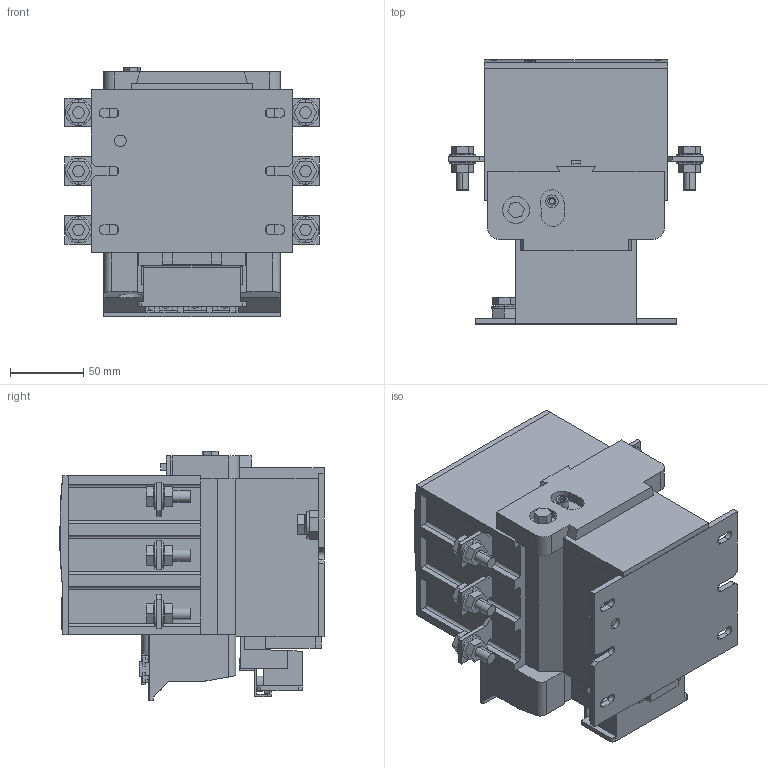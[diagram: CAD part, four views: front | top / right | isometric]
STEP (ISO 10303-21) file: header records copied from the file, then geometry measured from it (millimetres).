
FILE_DESCRIPTION (( 'STEP AP214' ), '1' );
FILE_NAME ('KKT50-185-400-10 Êîíòàêòîð ÊÒÈ-5185 185À 400Â_ÀÑ3 ÈÝÊ.STEP', '2017-12-19T07:11:55', ( '' ), ( '' ), 'SwSTEP 2.0', 'SolidWorks 2014', '' );
FILE_SCHEMA (( 'AUTOMOTIVE_DESIGN' ));
Length unit declared in the file: millimetre
Products named in the file (1): KKT50-185-400-10 Êîíòàêòîð ÊÒÈ-5185  185À  400Â_ÀÑ3 ÈÝÊ
Bounding box: 174 x 180.88 x 170.5 mm (x, y, z)
Volume: 2466300.1 mm3; surface area: 200849.5 mm2
Topology: 14 solids, 14 shells, 1379 faces, 3722 edges, 2433 vertices
Faces by surface type: plane 903, cylinder 234, bspline 181, cone 52, torus 9
Entity records: 54047 total; most frequent: CARTESIAN_POINT 20175, ORIENTED_EDGE 7432, DIRECTION 6202, EDGE_CURVE 3716, VECTOR 2680, LINE 2680, VERTEX_POINT 2433, AXIS2_PLACEMENT_3D 1761
